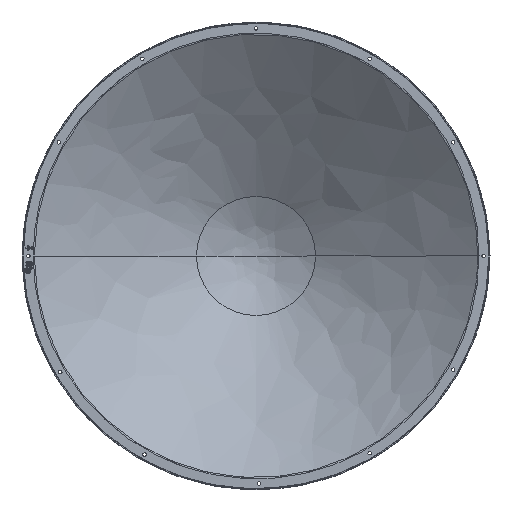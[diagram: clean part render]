
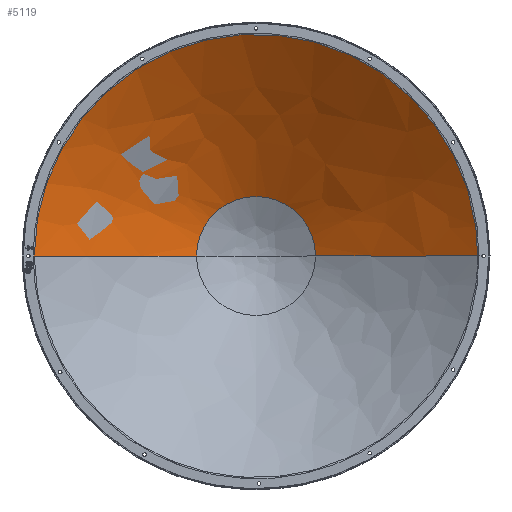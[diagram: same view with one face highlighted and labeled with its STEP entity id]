
A CAD part, left-side view. The second image highlights one B-rep face of the part: STEP entity #5119.
In plain terms, the highlighted free-form (B-spline) face has degree [3, 3] with [4, 4] control points.
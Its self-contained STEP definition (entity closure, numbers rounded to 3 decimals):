
#30 = VERTEX_POINT ( 'NONE', #6167 ) ;
#191 = DIRECTION ( 'NONE',  ( 0., 0., 1. ) ) ;
#418 = VERTEX_POINT ( 'NONE', #9679 ) ;
#520 = CARTESIAN_POINT ( 'NONE',  ( -0.911, -598.652, 1197.304 ) ) ;
#590 = CARTESIAN_POINT ( 'NONE',  ( 209.738, -312.939, 0. ) ) ;
#593 = CARTESIAN_POINT ( 'NONE',  ( 1.058, -592.65, 65.942 ) ) ;
#603 = DIRECTION ( 'NONE',  ( 0.783, 0.622, 0. ) ) ;
#763 = AXIS2_PLACEMENT_3D ( 'NONE', #12120, #10120, #603 ) ;
#932 = CARTESIAN_POINT ( 'NONE',  ( 1.076, -590.876, 79.029 ) ) ;
#1207 = EDGE_CURVE ( 'NONE', #5161, #30, #6326, .T. ) ;
#1362 = CARTESIAN_POINT ( 'NONE',  ( 300., -160., 320. ) ) ;
#1433 = CARTESIAN_POINT ( 'NONE',  ( 300., 160., 320. ) ) ;
#1577 = CARTESIAN_POINT ( 'NONE',  ( 300., 160., 0. ) ) ;
#1819 = CARTESIAN_POINT ( 'NONE',  ( 1.187, -596., 0.014 ) ) ;
#1933 = ORIENTED_EDGE ( 'NONE', *, *, #7680, .F. ) ;
#1982 = CARTESIAN_POINT ( 'NONE',  ( 1.076, -590.681, 80.473 ) ) ;
#1993 = DIRECTION ( 'NONE',  ( 1., 0., 0. ) ) ;
#2023 = CARTESIAN_POINT ( 'NONE',  ( 1.186, -596., 0.01 ) ) ;
#2125 = ORIENTED_EDGE ( 'NONE', *, *, #10871, .F. ) ;
#2405 = CARTESIAN_POINT ( 'NONE',  ( 209.738, -312.939, 625.879 ) ) ;
#2473 = CARTESIAN_POINT ( 'NONE',  ( 209.738, 312.939, 625.879 ) ) ;
#2756 = CARTESIAN_POINT ( 'NONE',  ( 1.076, -590.876, 79.029 ) ) ;
#2805 = CIRCLE ( 'NONE', #10556, 596.138 ) ;
#3048 = CIRCLE ( 'NONE', #5259, 3909.087 ) ;
#3515 = CARTESIAN_POINT ( 'NONE',  ( 109.279, -459.383, 0. ) ) ;
#3517 = B_SPLINE_CURVE_WITH_KNOTS ( 'NONE', 3,
 ( #6263, #7241, #2023, #1819 ),
 .UNSPECIFIED., .F., .F.,
 ( 4, 4 ),
 ( 0.981, 1. ),
 .UNSPECIFIED. ) ;
#3579 = CARTESIAN_POINT ( 'NONE',  ( 109.279, -459.383, 918.766 ) ) ;
#4437 = ORIENTED_EDGE ( 'NONE', *, *, #8839, .F. ) ;
#4535 = ORIENTED_EDGE ( 'NONE', *, *, #9092, .F. ) ;
#4566 = CARTESIAN_POINT ( 'NONE',  ( -0.911, -598.652, 0. ) ) ;
#4638 = CARTESIAN_POINT ( 'NONE',  ( 209.738, 312.939, 0. ) ) ;
#4709 = FACE_OUTER_BOUND ( 'NONE', #5547, .T. ) ;
#4833 = DIRECTION ( 'NONE',  ( 0., -1., -0.007 ) ) ;
#4849 = CARTESIAN_POINT ( 'NONE',  ( 1.095, -595.675, 26.431 ) ) ;
#4914 = ORIENTED_EDGE ( 'NONE', *, *, #5309, .T. ) ;
#5119 = ADVANCED_FACE ( 'NONE', ( #4709 ), #13285, .F. ) ;
#5161 = VERTEX_POINT ( 'NONE', #6784 ) ;
#5259 = AXIS2_PLACEMENT_3D ( 'NONE', #7627, #191, #10808 ) ;
#5309 = EDGE_CURVE ( 'NONE', #11757, #8129, #7939, .T. ) ;
#5547 = EDGE_LOOP ( 'NONE', ( #1933, #6913, #4535, #4914, #4437, #2125, #8304 ) ) ;
#5693 = AXIS2_PLACEMENT_3D ( 'NONE', #7278, #1993, #10451 ) ;
#5882 = CARTESIAN_POINT ( 'NONE',  ( 1.187, -596., 0.014 ) ) ;
#6167 = CARTESIAN_POINT ( 'NONE',  ( 1.076, 596.138, 0. ) ) ;
#6221 = CARTESIAN_POINT ( 'NONE',  ( 1.222, -590.63, 79.486 ) ) ;
#6263 = CARTESIAN_POINT ( 'NONE',  ( 1.186, -596., 0. ) ) ;
#6320 = CARTESIAN_POINT ( 'NONE',  ( 1.076, -590.876, 79.029 ) ) ;
#6326 = CIRCLE ( 'NONE', #763, 3909.087 ) ;
#6784 = CARTESIAN_POINT ( 'NONE',  ( 300., 160., 0. ) ) ;
#6913 = ORIENTED_EDGE ( 'NONE', *, *, #1207, .T. ) ;
#6925 = CARTESIAN_POINT ( 'NONE',  ( -0.911, 598.652, 0. ) ) ;
#7241 = CARTESIAN_POINT ( 'NONE',  ( 1.186, -596., 0.005 ) ) ;
#7278 = CARTESIAN_POINT ( 'NONE',  ( 300., 0., 0. ) ) ;
#7627 = CARTESIAN_POINT ( 'NONE',  ( -3066.507, 1826.855, 0. ) ) ;
#7680 = EDGE_CURVE ( 'NONE', #5161, #7692, #12773, .T. ) ;
#7692 = VERTEX_POINT ( 'NONE', #8578 ) ;
#7750 = CARTESIAN_POINT ( 'NONE',  ( 109.279, 459.383, 918.766 ) ) ;
#7815 = CARTESIAN_POINT ( 'NONE',  ( 300., -160., 0. ) ) ;
#7818 = CARTESIAN_POINT ( 'NONE',  ( 1.058, -593.966, 52.791 ) ) ;
#7939 = B_SPLINE_CURVE_WITH_KNOTS ( 'NONE', 3,
 ( #1982, #9129, #6221, #932 ),
 .UNSPECIFIED., .F., .F.,
 ( 4, 4 ),
 ( 0., 1. ),
 .UNSPECIFIED. ) ;
#8129 = VERTEX_POINT ( 'NONE', #6320 ) ;
#8304 = ORIENTED_EDGE ( 'NONE', *, *, #12940, .T. ) ;
#8578 = CARTESIAN_POINT ( 'NONE',  ( 300., -160., 0. ) ) ;
#8839 = EDGE_CURVE ( 'NONE', #11449, #8129, #11665, .T. ) ;
#9092 = EDGE_CURVE ( 'NONE', #11757, #30, #2805, .T. ) ;
#9129 = CARTESIAN_POINT ( 'NONE',  ( 1.222, -590.565, 79.967 ) ) ;
#9679 = CARTESIAN_POINT ( 'NONE',  ( 1.186, -596., 0. ) ) ;
#9887 = CARTESIAN_POINT ( 'NONE',  ( 1.076, 0., 0. ) ) ;
#10017 = CARTESIAN_POINT ( 'NONE',  ( 1.076, -590.681, 80.473 ) ) ;
#10031 = CARTESIAN_POINT ( 'NONE',  ( 1.187, -596., 0.014 ) ) ;
#10106 = CARTESIAN_POINT ( 'NONE',  ( -0.911, 598.652, 1197.304 ) ) ;
#10120 = DIRECTION ( 'NONE',  ( 0., 0., 1. ) ) ;
#10451 = DIRECTION ( 'NONE',  ( 0., -1., 0. ) ) ;
#10556 = AXIS2_PLACEMENT_3D ( 'NONE', #9887, #11958, #4833 ) ;
#10808 = DIRECTION ( 'NONE',  ( 0.783, -0.622, 0. ) ) ;
#10871 = EDGE_CURVE ( 'NONE', #418, #11449, #3517, .T. ) ;
#11140 = CARTESIAN_POINT ( 'NONE',  ( 109.279, 459.383, 0. ) ) ;
#11143 = CARTESIAN_POINT ( 'NONE',  ( 1.131, -596.068, 13.221 ) ) ;
#11449 = VERTEX_POINT ( 'NONE', #10031 ) ;
#11665 = B_SPLINE_CURVE_WITH_KNOTS ( 'NONE', 3,
 ( #5882, #11143, #4849, #7818, #593, #2756 ),
 .UNSPECIFIED., .F., .F.,
 ( 4, 2, 4 ),
 ( 0., 0.5, 1. ),
 .UNSPECIFIED. ) ;
#11757 = VERTEX_POINT ( 'NONE', #10017 ) ;
#11958 = DIRECTION ( 'NONE',  ( -1., 0., 0. ) ) ;
#12120 = CARTESIAN_POINT ( 'NONE',  ( -3066.507, -1826.855, 0. ) ) ;
#12773 = CIRCLE ( 'NONE', #5693, 160. ) ;
#12940 = EDGE_CURVE ( 'NONE', #418, #7692, #3048, .T. ) ;
#13285 =( BOUNDED_SURFACE ( )  B_SPLINE_SURFACE ( 3, 3, ( 
 ( #6925, #10106, #520, #4566 ),
 ( #11140, #7750, #3579, #3515 ),
 ( #4638, #2473, #2405, #590 ),
 ( #1577, #1433, #1362, #7815 ) ),
 .UNSPECIFIED., .F., .F., .F. ) 
 B_SPLINE_SURFACE_WITH_KNOTS ( ( 4, 4 ),
 ( 4, 4 ),
 ( 0., 1. ),
 ( 0., 1. ),
 .UNSPECIFIED. ) 
 GEOMETRIC_REPRESENTATION_ITEM ( )  RATIONAL_B_SPLINE_SURFACE ( (
 ( 1., 0.333, 0.333, 1.),
 ( 0.998, 0.333, 0.333, 0.998),
 ( 0.998, 0.333, 0.333, 0.998),
 ( 1., 0.333, 0.333, 1.) ) ) 
 REPRESENTATION_ITEM ( '' )  SURFACE ( )  );
